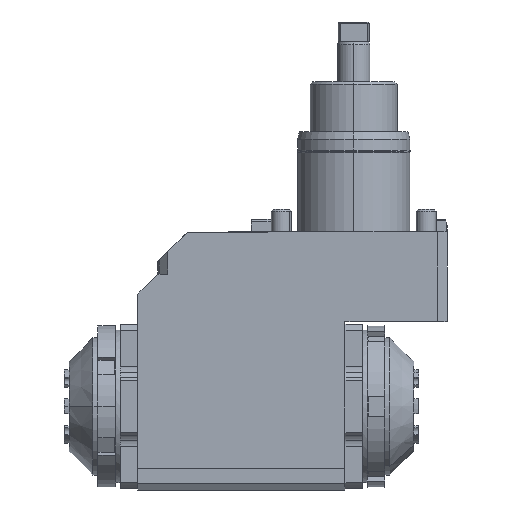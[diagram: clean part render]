
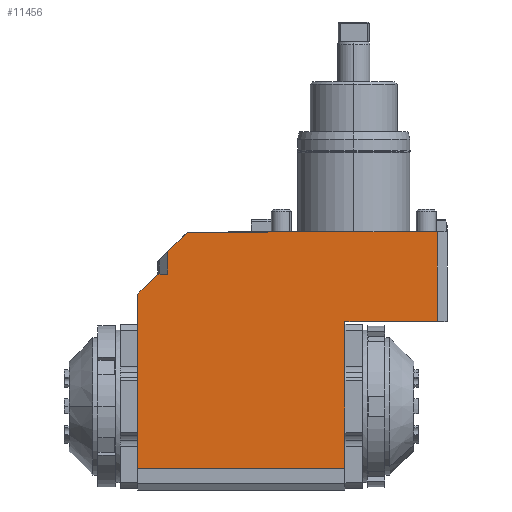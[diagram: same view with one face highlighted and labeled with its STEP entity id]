
A CAD part, front view. The second image highlights one B-rep face of the part: STEP entity #11456.
In plain terms, the highlighted planar face has unit normal (0, -1, 0).
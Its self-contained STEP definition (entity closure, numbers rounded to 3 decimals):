
#8090=CARTESIAN_POINT('',(-34.565,-37.5,0.));
#8091=VERTEX_POINT('',#8090);
#8099=CARTESIAN_POINT('',(33.5,-37.5,-0.));
#8100=VERTEX_POINT('',#8099);
#8101=CARTESIAN_POINT('',(-34.565,-37.5,0.));
#8102=DIRECTION('',(1.,0.,-0.));
#8103=VECTOR('',#8102,68.065);
#8104=LINE('',#8101,#8103);
#8105=EDGE_CURVE('',#8091,#8100,#8104,.T.);
#9899=CARTESIAN_POINT('',(-66.7,-37.5,-0.2));
#9900=VERTEX_POINT('',#9899);
#9909=CARTESIAN_POINT('',(-34.565,-37.5,-0.2));
#9910=VERTEX_POINT('',#9909);
#9911=CARTESIAN_POINT('',(-34.565,-37.5,-0.2));
#9912=DIRECTION('',(-1.,0.,0.));
#9913=VECTOR('',#9912,32.135);
#9914=LINE('',#9911,#9913);
#9915=EDGE_CURVE('',#9910,#9900,#9914,.T.);
#10069=CARTESIAN_POINT('',(-74.5,-37.5,-8.));
#10070=VERTEX_POINT('',#10069);
#10077=CARTESIAN_POINT('',(-74.5,-37.5,-8.));
#10078=DIRECTION('',(0.707,0.,0.707));
#10079=VECTOR('',#10078,11.031);
#10080=LINE('',#10077,#10079);
#10081=EDGE_CURVE('',#10070,#9900,#10080,.T.);
#10231=CARTESIAN_POINT('',(-74.5,-37.5,-17.));
#10232=VERTEX_POINT('',#10231);
#10239=CARTESIAN_POINT('',(-74.5,-37.5,-17.));
#10240=DIRECTION('',(0.,0.,1.));
#10241=VECTOR('',#10240,9.);
#10242=LINE('',#10239,#10241);
#10243=EDGE_CURVE('',#10232,#10070,#10242,.T.);
#10354=CARTESIAN_POINT('',(-34.565,-37.5,0.));
#10355=DIRECTION('',(0.,0.,-1.));
#10356=VECTOR('',#10355,0.2);
#10357=LINE('',#10354,#10356);
#10358=EDGE_CURVE('',#8091,#9910,#10357,.T.);
#10633=CARTESIAN_POINT('',(-78.5,-37.5,-17.));
#10634=VERTEX_POINT('',#10633);
#10641=CARTESIAN_POINT('',(-74.5,-37.5,-17.));
#10642=DIRECTION('',(-1.,0.,0.));
#10643=VECTOR('',#10642,4.);
#10644=LINE('',#10641,#10643);
#10645=EDGE_CURVE('',#10232,#10634,#10644,.T.);
#10800=CARTESIAN_POINT('',(-3.5,-37.5,-36.));
#10801=VERTEX_POINT('',#10800);
#10808=CARTESIAN_POINT('',(-3.5,-37.5,-94.821));
#10809=VERTEX_POINT('',#10808);
#10810=CARTESIAN_POINT('',(-3.5,-37.5,-94.821));
#10811=DIRECTION('',(0.,0.,1.));
#10812=VECTOR('',#10811,58.821);
#10813=LINE('',#10810,#10812);
#10814=EDGE_CURVE('',#10809,#10801,#10813,.T.);
#11054=CARTESIAN_POINT('',(-86.5,-37.5,-94.821));
#11055=VERTEX_POINT('',#11054);
#11062=CARTESIAN_POINT('',(-86.5,-37.5,-25.));
#11063=VERTEX_POINT('',#11062);
#11064=CARTESIAN_POINT('',(-86.5,-37.5,-25.));
#11065=DIRECTION('',(-0.,0.,-1.));
#11066=VECTOR('',#11065,69.821);
#11067=LINE('',#11064,#11066);
#11068=EDGE_CURVE('',#11063,#11055,#11067,.T.);
#11326=CARTESIAN_POINT('',(33.5,-37.5,-36.));
#11327=VERTEX_POINT('',#11326);
#11334=CARTESIAN_POINT('',(-3.5,-37.5,-36.));
#11335=DIRECTION('',(1.,0.,-0.));
#11336=VECTOR('',#11335,37.);
#11337=LINE('',#11334,#11336);
#11338=EDGE_CURVE('',#10801,#11327,#11337,.T.);
#11404=CARTESIAN_POINT('',(-86.5,-37.5,-94.821));
#11405=DIRECTION('',(1.,-0.,-0.));
#11406=VECTOR('',#11405,83.);
#11407=LINE('',#11404,#11406);
#11408=EDGE_CURVE('',#11055,#10809,#11407,.T.);
#11423=CARTESIAN_POINT('',(33.5,-37.5,-0.));
#11424=DIRECTION('',(0.,0.,-1.));
#11425=VECTOR('',#11424,36.);
#11426=LINE('',#11423,#11425);
#11427=EDGE_CURVE('',#8100,#11327,#11426,.T.);
#11432=CARTESIAN_POINT('',(37.5,-37.5,-70.));
#11433=DIRECTION('',(-0.,-1.,-0.));
#11434=DIRECTION('',(1.,-0.,-0.));
#11435=AXIS2_PLACEMENT_3D('',#11432,#11433,#11434);
#11436=PLANE('',#11435);
#11437=ORIENTED_EDGE('',*,*,#11408,.T.);
#11438=ORIENTED_EDGE('',*,*,#10814,.T.);
#11439=ORIENTED_EDGE('',*,*,#11338,.T.);
#11440=ORIENTED_EDGE('',*,*,#11427,.F.);
#11441=ORIENTED_EDGE('',*,*,#8105,.F.);
#11442=ORIENTED_EDGE('',*,*,#10358,.T.);
#11443=ORIENTED_EDGE('',*,*,#9915,.T.);
#11444=ORIENTED_EDGE('',*,*,#10081,.F.);
#11445=ORIENTED_EDGE('',*,*,#10243,.F.);
#11446=ORIENTED_EDGE('',*,*,#10645,.T.);
#11447=CARTESIAN_POINT('',(-86.5,-37.5,-25.));
#11448=DIRECTION('',(0.707,0.,0.707));
#11449=VECTOR('',#11448,11.314);
#11450=LINE('',#11447,#11449);
#11451=EDGE_CURVE('',#11063,#10634,#11450,.T.);
#11452=ORIENTED_EDGE('',*,*,#11451,.F.);
#11453=ORIENTED_EDGE('',*,*,#11068,.T.);
#11454=EDGE_LOOP('',(#11437,#11438,#11439,#11440,#11441,#11442,#11443,#11444,#11445,#11446,#11452,#11453));
#11455=FACE_BOUND('',#11454,.T.);
#11456=ADVANCED_FACE('',(#11455),#11436,.T.);
